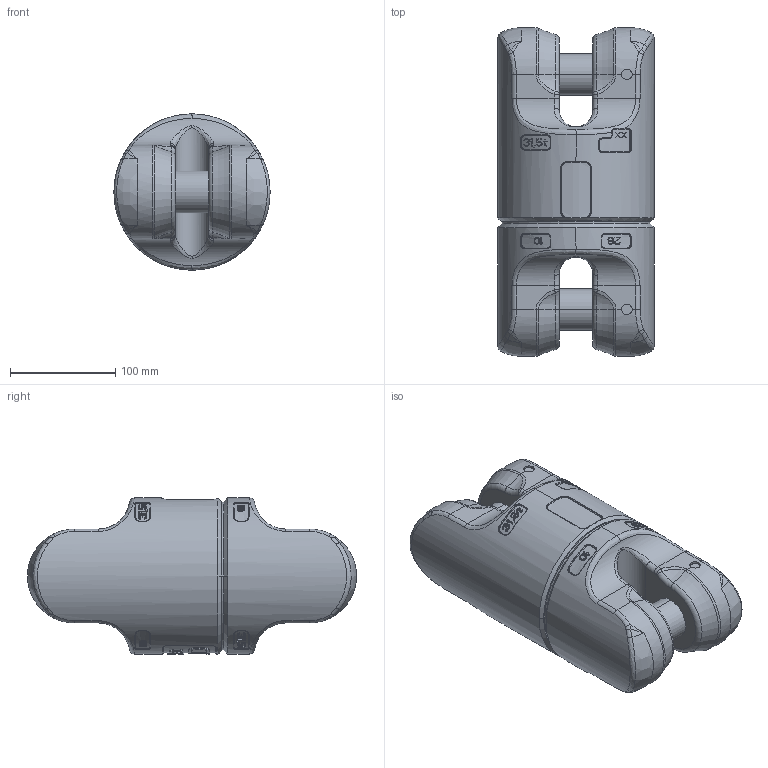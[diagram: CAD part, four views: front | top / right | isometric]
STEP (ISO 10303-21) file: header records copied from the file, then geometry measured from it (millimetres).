
FILE_DESCRIPTION((''),'2;1');
FILE_NAME('001-M34294-P-20_ASM','2013-04-24T',('Andreas.Wendler'),(''),'PRO/ENGINEER BY PARAMETRIC TECHNOLOGY CORPORATION, 2010140','PRO/ENGINEER BY PARAMETRIC TECHNOLOGY CORPORATION, 2010140','');
FILE_SCHEMA(('CONFIG_CONTROL_DESIGN'));
Length unit declared in the file: millimetre
Products named in the file (4): 001-M34294-P-6; 001-M34294-P-5; 001-M31527-V08; 001-M34294-P-20_ASM
Assembly tree (3 placements, depth 2):
  001-M34294-P-20_ASM
    001-M34294-P-6
    001-M34294-P-5
    001-M31527-V08
Bounding box: 148 x 311.8 x 148 mm (x, y, z)
Volume: 3779424.7 mm3; surface area: 218700.1 mm2
Topology: 3 solids, 3 shells, 1297 faces, 3449 edges, 2202 vertices
Faces by surface type: plane 845, bspline 182, cylinder 178, torus 72, cone 12, sphere 8
Entity records: 52092 total; most frequent: CARTESIAN_POINT 22783, ORIENTED_EDGE 6898, DIRECTION 4996, EDGE_CURVE 3449, VERTEX_POINT 2202, AXIS2_PLACEMENT_3D 1883, B_SPLINE_CURVE_WITH_KNOTS 1458, EDGE_LOOP 1347
